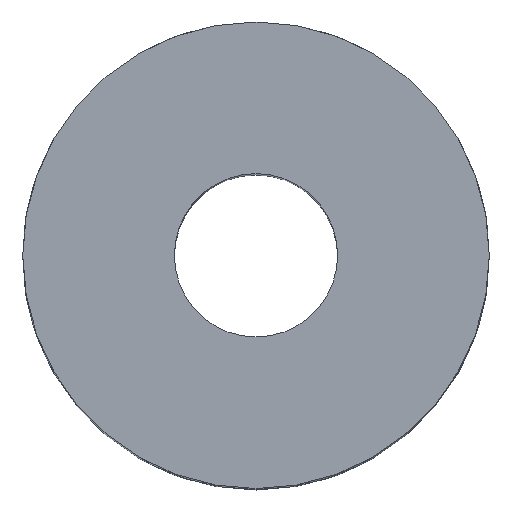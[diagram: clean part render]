
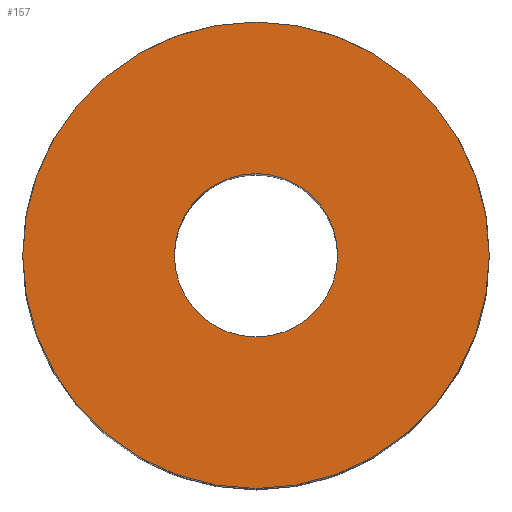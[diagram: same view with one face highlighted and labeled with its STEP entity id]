
A CAD part, top view. The second image highlights one B-rep face of the part: STEP entity #157.
In plain terms, the highlighted planar face has unit normal (0, 0, 1).
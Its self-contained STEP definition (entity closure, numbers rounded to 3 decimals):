
#157=ADVANCED_FACE('',(#387,#388),#389,.T.);
#161=VERTEX_POINT('',#395);
#167=VERTEX_POINT('',#401);
#169=EDGE_CURVE('',#161,#167,#403,.T.);
#225=VERTEX_POINT('',#459);
#231=VERTEX_POINT('',#465);
#233=EDGE_CURVE('',#231,#225,#467,.T.);
#309=EDGE_CURVE('',#225,#231,#543,.T.);
#311=EDGE_CURVE('',#167,#161,#545,.T.);
#387=FACE_OUTER_BOUND('',#611,.T.);
#388=FACE_BOUND('',#612,.T.);
#389=PLANE('',#613);
#395=CARTESIAN_POINT('',(20.0,0.,70.0));
#401=CARTESIAN_POINT('',(-20.0,0.,70.0));
#403=CIRCLE('',#630,20.0);
#459=CARTESIAN_POINT('',(7.,0.,70.0));
#465=CARTESIAN_POINT('',(-7.,0.,70.0));
#467=CIRCLE('',#718,7.0);
#543=CIRCLE('',#836,7.0);
#545=CIRCLE('',#839,20.0);
#611=EDGE_LOOP('',(#987,#988));
#612=EDGE_LOOP('',(#989,#990));
#613=AXIS2_PLACEMENT_3D('',#991,#992,#993);
#630=AXIS2_PLACEMENT_3D('',#1015,#1016,#1017);
#718=AXIS2_PLACEMENT_3D('',#1047,#1048,#1049);
#836=AXIS2_PLACEMENT_3D('',#1098,#1099,#1100);
#839=AXIS2_PLACEMENT_3D('',#1101,#1102,#1103);
#987=ORIENTED_EDGE('',*,*,#169,.F.);
#988=ORIENTED_EDGE('',*,*,#311,.F.);
#989=ORIENTED_EDGE('',*,*,#309,.T.);
#990=ORIENTED_EDGE('',*,*,#233,.T.);
#991=CARTESIAN_POINT('',(13.5,0.,70.0));
#992=DIRECTION('',(0.0,0.0,1.0));
#993=DIRECTION('',(1.0,-0.0,0.0));
#1015=CARTESIAN_POINT('',(0.,0.,70.0));
#1016=DIRECTION('',(0.0,0.0,-1.0));
#1017=DIRECTION('',(1.0,0.,0.0));
#1047=CARTESIAN_POINT('',(0.,0.,70.0));
#1048=DIRECTION('',(0.0,0.0,-1.0));
#1049=DIRECTION('',(1.0,0.,0.0));
#1098=CARTESIAN_POINT('',(0.,0.,70.0));
#1099=DIRECTION('',(0.0,0.0,-1.0));
#1100=DIRECTION('',(1.0,0.,0.0));
#1101=CARTESIAN_POINT('',(0.,0.,70.0));
#1102=DIRECTION('',(0.0,0.0,-1.0));
#1103=DIRECTION('',(1.0,0.,0.0));
